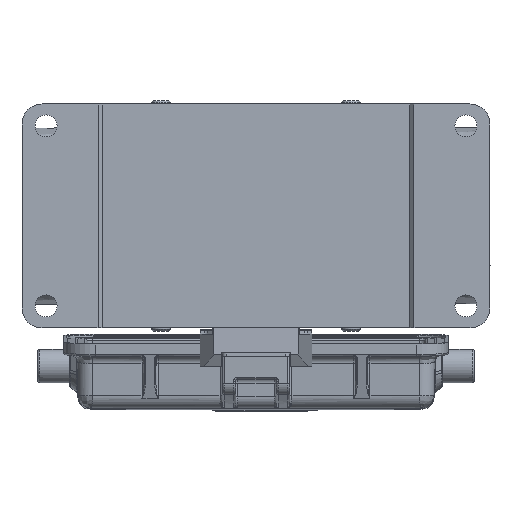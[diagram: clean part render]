
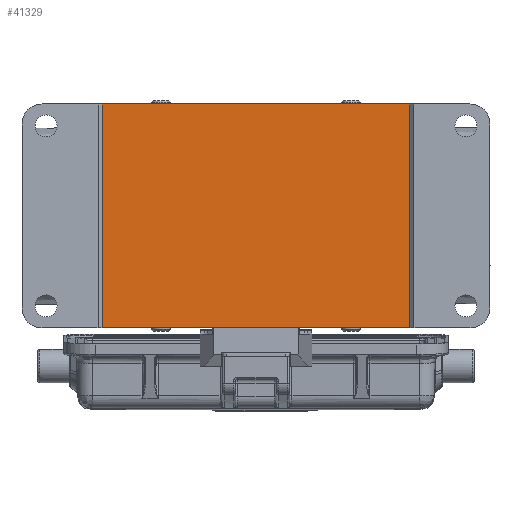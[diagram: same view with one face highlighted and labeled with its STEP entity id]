
A CAD part, front view. The second image highlights one B-rep face of the part: STEP entity #41329.
In plain terms, the highlighted planar face has unit normal (0, -1, 0).
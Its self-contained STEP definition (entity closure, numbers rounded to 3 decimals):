
#3659 = VECTOR ( 'NONE', #13062, 1000. ) ;
#3661 = VECTOR ( 'NONE', #13059, 1000. ) ;
#3662 = VECTOR ( 'NONE', #13056, 1000. ) ;
#3663 = VECTOR ( 'NONE', #13053, 1000. ) ;
#4153 = VERTEX_POINT ( 'NONE', #18157 ) ;
#4185 = VERTEX_POINT ( 'NONE', #18177 ) ;
#4552 = VERTEX_POINT ( 'NONE', #18403 ) ;
#4680 = VERTEX_POINT ( 'NONE', #18477 ) ;
#10021 = PLANE ( 'NONE',  #15490 ) ;
#10022 = CARTESIAN_POINT ( 'NONE',  ( 38.5, -23., 33.6 ) ) ;
#10023 = DIRECTION ( 'NONE',  ( 0., 1., 0. ) ) ;
#10024 = DIRECTION ( 'NONE',  ( 0., 0., 1. ) ) ;
#13051 = LINE ( 'NONE', #13052, #3663 ) ;
#13052 = CARTESIAN_POINT ( 'NONE',  ( 38.5, -23., 33.6 ) ) ;
#13053 = DIRECTION ( 'NONE',  ( 0., 0., 1. ) ) ;
#13054 = LINE ( 'NONE', #13055, #3662 ) ;
#13055 = CARTESIAN_POINT ( 'NONE',  ( 58.5, -23., -28. ) ) ;
#13056 = DIRECTION ( 'NONE',  ( -1., 0., 0. ) ) ;
#13057 = LINE ( 'NONE', #13058, #3661 ) ;
#13058 = CARTESIAN_POINT ( 'NONE',  ( -58.5, -23., 28. ) ) ;
#13059 = DIRECTION ( 'NONE',  ( 1., 0., 0. ) ) ;
#13060 = LINE ( 'NONE', #13061, #3659 ) ;
#13061 = CARTESIAN_POINT ( 'NONE',  ( -38.5, -23., 33.6 ) ) ;
#13062 = DIRECTION ( 'NONE',  ( 0., 0., -1. ) ) ;
#15490 = AXIS2_PLACEMENT_3D ( 'NONE', #10022, #10023, #10024 ) ;
#15491 = FACE_OUTER_BOUND ( 'NONE', #48673, .T. ) ;
#17157 = EDGE_CURVE ( 'NONE', #4680, #4552, #13051, .T. ) ;
#17158 = EDGE_CURVE ( 'NONE', #4680, #4185, #13054, .T. ) ;
#17159 = EDGE_CURVE ( 'NONE', #4153, #4552, #13057, .T. ) ;
#17160 = EDGE_CURVE ( 'NONE', #4153, #4185, #13060, .T. ) ;
#18157 = CARTESIAN_POINT ( 'NONE',  ( -38.5, -23., 28. ) ) ;
#18177 = CARTESIAN_POINT ( 'NONE',  ( -38.5, -23., -28. ) ) ;
#18403 = CARTESIAN_POINT ( 'NONE',  ( 38.5, -23., 28. ) ) ;
#18477 = CARTESIAN_POINT ( 'NONE',  ( 38.5, -23., -28. ) ) ;
#18992 = ORIENTED_EDGE ( 'NONE', *, *, #17158, .F. ) ;
#18994 = ORIENTED_EDGE ( 'NONE', *, *, #17159, .F. ) ;
#18995 = ORIENTED_EDGE ( 'NONE', *, *, #17157, .T. ) ;
#18996 = ORIENTED_EDGE ( 'NONE', *, *, #17160, .T. ) ;
#41329 = ADVANCED_FACE ( 'NONE', ( #15491 ), #10021, .F. ) ;
#48673 = EDGE_LOOP ( 'NONE', ( #18992, #18995, #18994, #18996 ) ) ;
